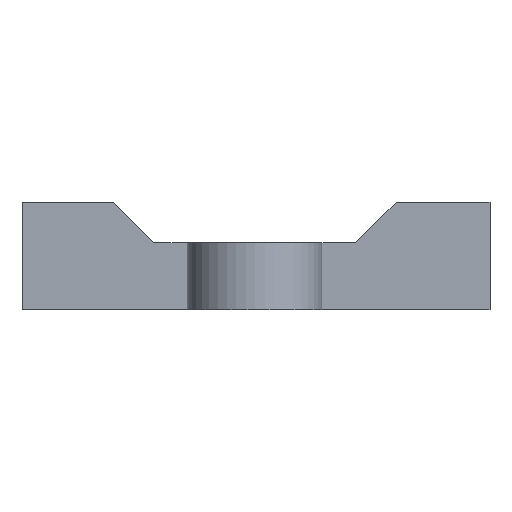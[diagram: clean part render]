
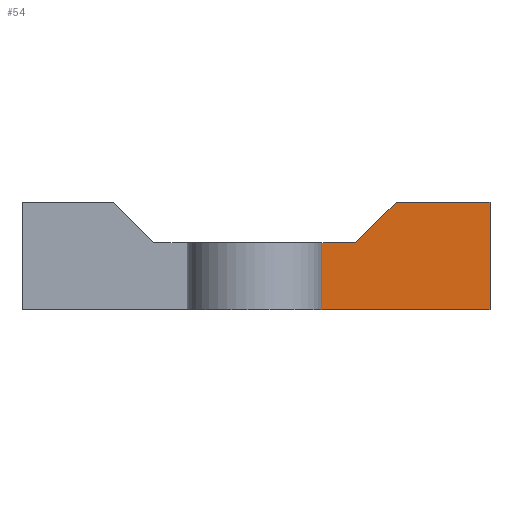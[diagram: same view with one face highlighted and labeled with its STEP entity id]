
A CAD part, left-side view. The second image highlights one B-rep face of the part: STEP entity #54.
In plain terms, the highlighted planar face has unit normal (-1, 0, 0).
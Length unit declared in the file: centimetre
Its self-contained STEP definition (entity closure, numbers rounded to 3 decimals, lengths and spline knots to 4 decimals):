
#54=ADVANCED_FACE('',(#96),#610,.T.);
#96=FACE_OUTER_BOUND('',#138,.T.);
#138=EDGE_LOOP('',(#303,#304,#305,#306,#307,#308));
#303=ORIENTED_EDGE('',*,*,#378,.F.);
#304=ORIENTED_EDGE('',*,*,#368,.T.);
#305=ORIENTED_EDGE('',*,*,#400,.T.);
#306=ORIENTED_EDGE('',*,*,#363,.T.);
#307=ORIENTED_EDGE('',*,*,#426,.F.);
#308=ORIENTED_EDGE('',*,*,#345,.F.);
#345=EDGE_CURVE('',#538,#539,#471,.T.);
#363=EDGE_CURVE('',#563,#564,#487,.T.);
#368=EDGE_CURVE('',#573,#586,#492,.T.);
#378=EDGE_CURVE('',#573,#538,#499,.T.);
#400=EDGE_CURVE('',#586,#563,#521,.T.);
#426=EDGE_CURVE('',#539,#564,#460,.T.);
#460=(
BOUNDED_CURVE()
B_SPLINE_CURVE(1,(#1204,#1205),.UNSPECIFIED.,.F.,.F.)
B_SPLINE_CURVE_WITH_KNOTS((2,2),(1.,5.),.UNSPECIFIED.)
CURVE()
GEOMETRIC_REPRESENTATION_ITEM()
RATIONAL_B_SPLINE_CURVE((1.,1.))
REPRESENTATION_ITEM('')
);
#471=B_SPLINE_CURVE_WITH_KNOTS('',1,(#940,#941),.UNSPECIFIED.,.F.,.F.,(2,
2),(95.6664,105.6464),.UNSPECIFIED.);
#487=B_SPLINE_CURVE_WITH_KNOTS('',1,(#999,#1000),.UNSPECIFIED.,.F.,.F.,
(2,2),(-24.9164,-22.9164),.UNSPECIFIED.);
#492=B_SPLINE_CURVE_WITH_KNOTS('',1,(#1009,#1010),.UNSPECIFIED.,.F.,.F.,
(2,2),(47.57,53.15),.UNSPECIFIED.);
#499=B_SPLINE_CURVE_WITH_KNOTS('',1,(#1033,#1034),.UNSPECIFIED.,.F.,.F.,
(2,2),(0.,6.4),.UNSPECIFIED.);
#521=B_SPLINE_CURVE_WITH_KNOTS('',1,(#1077,#1078),.UNSPECIFIED.,.F.,.F.,
(2,2),(0.,3.3941),.UNSPECIFIED.);
#538=VERTEX_POINT('',#866);
#539=VERTEX_POINT('',#867);
#563=VERTEX_POINT('',#891);
#564=VERTEX_POINT('',#892);
#573=VERTEX_POINT('',#901);
#586=VERTEX_POINT('',#914);
#610=PLANE('',#649);
#649=AXIS2_PLACEMENT_3D('',#737,#671,$);
#671=DIRECTION('',(-1.,0.,0.));
#737=CARTESIAN_POINT('',(40.35,22.02,6.4));
#866=CARTESIAN_POINT('',(40.35,22.02,0.));
#867=CARTESIAN_POINT('',(40.35,32.,0.));
#891=CARTESIAN_POINT('',(40.35,30.,4.));
#892=CARTESIAN_POINT('',(40.35,32.,4.));
#901=CARTESIAN_POINT('',(40.35,22.02,6.4));
#914=CARTESIAN_POINT('',(40.35,27.6,6.4));
#940=CARTESIAN_POINT('',(40.35,22.02,0.));
#941=CARTESIAN_POINT('',(40.35,32.,0.));
#999=CARTESIAN_POINT('',(40.35,30.,4.));
#1000=CARTESIAN_POINT('',(40.35,32.,4.));
#1009=CARTESIAN_POINT('',(40.35,22.02,6.4));
#1010=CARTESIAN_POINT('',(40.35,27.6,6.4));
#1033=CARTESIAN_POINT('',(40.35,22.02,6.4));
#1034=CARTESIAN_POINT('',(40.35,22.02,0.));
#1077=CARTESIAN_POINT('',(40.35,27.6,6.4));
#1078=CARTESIAN_POINT('',(40.35,30.,4.));
#1204=CARTESIAN_POINT('',(40.35,32.,0.));
#1205=CARTESIAN_POINT('',(40.35,32.,4.));
